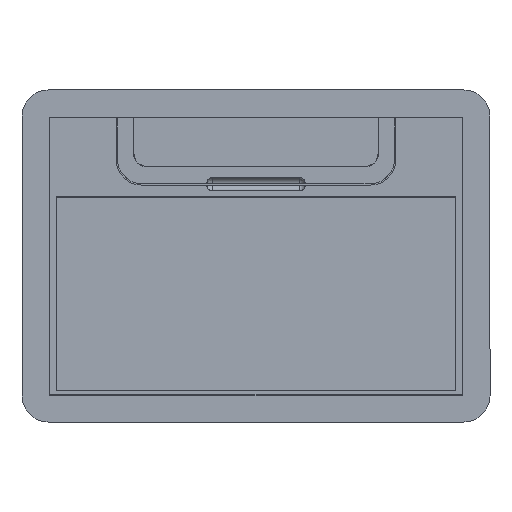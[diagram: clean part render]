
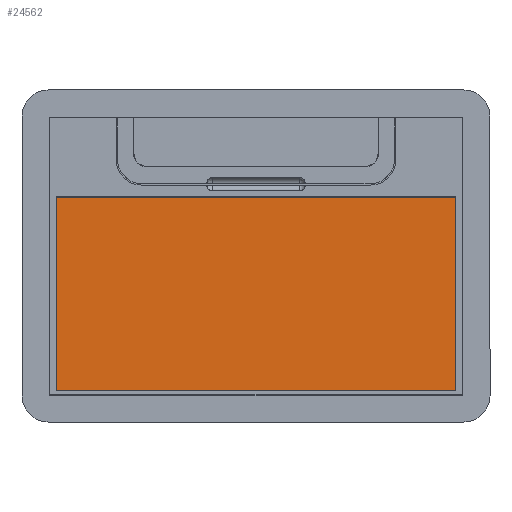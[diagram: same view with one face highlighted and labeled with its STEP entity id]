
A CAD part, top view. The second image highlights one B-rep face of the part: STEP entity #24562.
In plain terms, the highlighted planar face has unit normal (0, 0, 1).
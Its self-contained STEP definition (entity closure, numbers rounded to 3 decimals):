
#23529=CARTESIAN_POINT('Vertex',(-81.474,122.,5.1)) ;
#23532=CARTESIAN_POINT('Line Origine',(-22.77,122.,5.1)) ;
#23536=CARTESIAN_POINT('Vertex',(35.933,122.,5.1)) ;
#23592=CARTESIAN_POINT('Vertex',(35.933,-122.,5.1)) ;
#23595=CARTESIAN_POINT('Line Origine',(-22.77,-122.,5.1)) ;
#23599=CARTESIAN_POINT('Vertex',(-81.474,-122.,5.1)) ;
#23620=CARTESIAN_POINT('Line Origine',(-81.474,0.,5.1)) ;
#24546=CARTESIAN_POINT('Axis2P3D Location',(73.933,0.,5.1)) ;
#24551=CARTESIAN_POINT('Line Origine',(35.933,0.,5.1)) ;
#23533=DIRECTION('Vector Direction',(-1.,0.,0.)) ;
#23596=DIRECTION('Vector Direction',(-1.,0.,0.)) ;
#23621=DIRECTION('Vector Direction',(0.,-1.,0.)) ;
#24547=DIRECTION('Axis2P3D Direction',(0.,0.,1.)) ;
#24548=DIRECTION('Axis2P3D XDirection',(-1.,0.,0.)) ;
#24552=DIRECTION('Vector Direction',(0.,-1.,0.)) ;
#24549=AXIS2_PLACEMENT_3D('Plane Axis2P3D',#24546,#24547,#24548) ;
#24557=ORIENTED_EDGE('',*,*,#23601,.F.) ;
#24558=ORIENTED_EDGE('',*,*,#24555,.F.) ;
#24559=ORIENTED_EDGE('',*,*,#23538,.T.) ;
#24560=ORIENTED_EDGE('',*,*,#23624,.T.) ;
#23534=VECTOR('Line Direction',#23533,1.) ;
#23597=VECTOR('Line Direction',#23596,1.) ;
#23622=VECTOR('Line Direction',#23621,1.) ;
#24553=VECTOR('Line Direction',#24552,1.) ;
#24562=ADVANCED_FACE('Corps de pi\X2\00E8\X0\ce.3',(#24561),#24550,.T.) ;
#23538=EDGE_CURVE('',#23537,#23530,#23535,.T.) ;
#23601=EDGE_CURVE('',#23593,#23600,#23598,.T.) ;
#23624=EDGE_CURVE('',#23530,#23600,#23623,.T.) ;
#24555=EDGE_CURVE('',#23537,#23593,#24554,.T.) ;
#24556=EDGE_LOOP('',(#24557,#24558,#24559,#24560)) ;
#24561=FACE_OUTER_BOUND('',#24556,.T.) ;
#23535=LINE('Line',#23532,#23534) ;
#23598=LINE('Line',#23595,#23597) ;
#23623=LINE('Line',#23620,#23622) ;
#24554=LINE('Line',#24551,#24553) ;
#24550=PLANE('',#24549) ;
#23530=VERTEX_POINT('',#23529) ;
#23537=VERTEX_POINT('',#23536) ;
#23593=VERTEX_POINT('',#23592) ;
#23600=VERTEX_POINT('',#23599) ;
